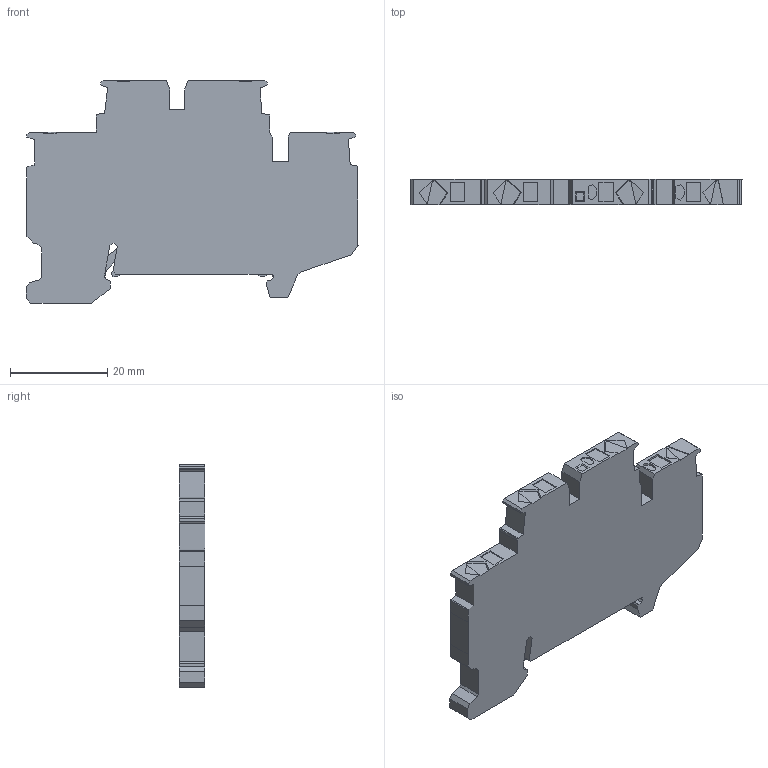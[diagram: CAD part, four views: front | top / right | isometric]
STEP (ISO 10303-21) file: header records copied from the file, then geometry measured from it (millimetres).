
FILE_DESCRIPTION( ('This file contains a STEP AP42 implementation' ,'as created by ZW3D STEP Interface translator.') ,'2;1' );
FILE_NAME( 'GUV2.5-202-PE-00N.stp' ,'2410 9. 82245', (''), ('ZWCAD Software Co.'), 'Version 1.0', 'ZW3D to STEP translator', '' );
FILE_SCHEMA(('CONFIG_CONTROL_DESIGN'));
Length unit declared in the file: millimetre
Products named in the file (1): 0
Bounding box: 68.4 x 5.2 x 45.85 mm (x, y, z)
Volume: 12204.3 mm3; surface area: 6199.4 mm2
Topology: 1 solids, 1 shells, 190 faces, 552 edges, 371 vertices
Faces by surface type: bspline 190
Entity records: 6886 total; most frequent: CARTESIAN_POINT 3731, ORIENTED_EDGE 1104, EDGE_CURVE 552, B_SPLINE_CURVE_WITH_KNOTS 398, VERTEX_POINT 371, EDGE_LOOP 199, FACE_OUTER_BOUND 190, ADVANCED_FACE 190
